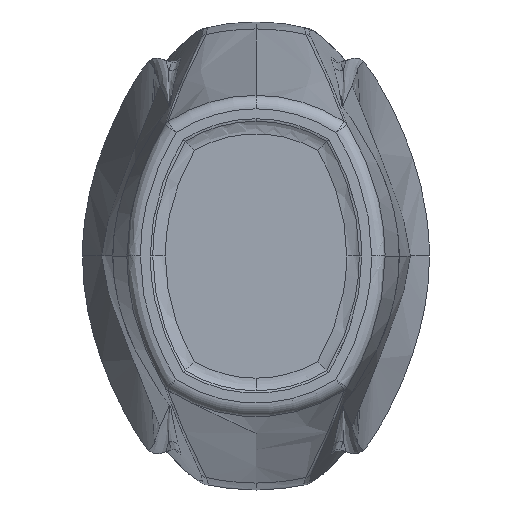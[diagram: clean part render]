
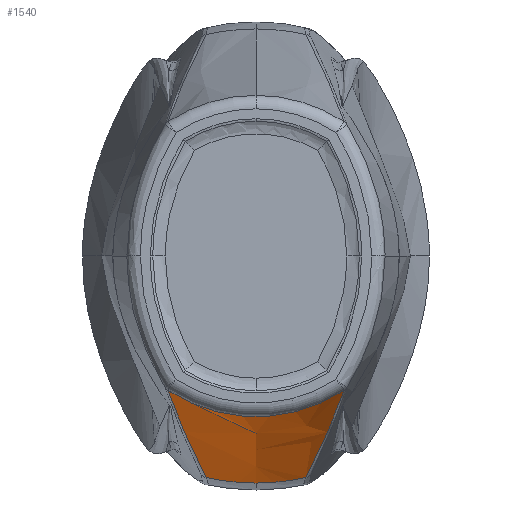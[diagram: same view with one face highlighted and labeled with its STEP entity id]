
A CAD part, front view. The second image highlights one B-rep face of the part: STEP entity #1540.
In plain terms, the highlighted conical face has half-angle 8.265 degrees and reference radius 35 mm.
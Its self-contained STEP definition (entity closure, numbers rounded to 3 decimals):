
#323 = VERTEX_POINT ( 'NONE', #902 ) ;
#640 = EDGE_CURVE ( 'NONE', #10935, #27889, #3589, .T. ) ;
#780 = ORIENTED_EDGE ( 'NONE', *, *, #11824, .F. ) ;
#902 = CARTESIAN_POINT ( 'NONE',  ( -19.402, 2.569, -29.577 ) ) ;
#1510 = EDGE_CURVE ( 'NONE', #27609, #10935, #19801, .T. ) ;
#1540 = ADVANCED_FACE ( 'NONE', ( #3574 ), #2662, .T. ) ;
#1592 = CARTESIAN_POINT ( 'NONE',  ( -15.974, 44.454, -38.276 ) ) ;
#1595 = CARTESIAN_POINT ( 'NONE',  ( 0., 0., 0. ) ) ;
#1730 = CARTESIAN_POINT ( 'NONE',  ( 13.844, 69.628, -42.951 ) ) ;
#2662 = CONICAL_SURFACE ( 'NONE', #7632, 35., 0.144 ) ;
#3387 = EDGE_CURVE ( 'NONE', #323, #27889, #23365, .T. ) ;
#3557 = ORIENTED_EDGE ( 'NONE', *, *, #26420, .T. ) ;
#3574 = FACE_OUTER_BOUND ( 'NONE', #19781, .T. ) ;
#3589 = B_SPLINE_CURVE_WITH_KNOTS ( 'NONE', 3,
 ( #5957, #27574, #18419, #27306, #9781, #1592, #27037, #7678, #22811, #14567, #23075, #27172 ),
 .UNSPECIFIED., .F., .F.,
 ( 4, 2, 2, 2, 2, 4 ),
 ( 0., 0.026, 0.051, 0.077, 0.09, 0.103 ),
 .UNSPECIFIED. ) ;
#4121 = CARTESIAN_POINT ( 'NONE',  ( 18.733, 10.993, -31.447 ) ) ;
#4457 = AXIS2_PLACEMENT_3D ( 'NONE', #24367, #4860, #9644 ) ;
#4801 = CIRCLE ( 'NONE', #20596, 35.373 ) ;
#4860 = DIRECTION ( 'NONE',  ( 0., 1., 0. ) ) ;
#4948 = CARTESIAN_POINT ( 'NONE',  ( -19.402, 2.569, -29.577 ) ) ;
#5606 = B_SPLINE_CURVE_WITH_KNOTS ( 'NONE', 3,
 ( #25607, #12724, #25888, #10608 ),
 .UNSPECIFIED., .F., .F.,
 ( 4, 4 ),
 ( 0., 0. ),
 .UNSPECIFIED. ) ;
#5957 = CARTESIAN_POINT ( 'NONE',  ( -10.993, 103.268, -48.777 ) ) ;
#5966 = CARTESIAN_POINT ( 'NONE',  ( 11.703, 94.85, -47.363 ) ) ;
#7381 = ORIENTED_EDGE ( 'NONE', *, *, #640, .F. ) ;
#7485 = CARTESIAN_POINT ( 'NONE',  ( -19.403, 2.657, -29.592 ) ) ;
#7632 = AXIS2_PLACEMENT_3D ( 'NONE', #1595, #16303, #10186 ) ;
#7678 = CARTESIAN_POINT ( 'NONE',  ( -17.711, 23.525, -34.098 ) ) ;
#8473 = ORIENTED_EDGE ( 'NONE', *, *, #25900, .T. ) ;
#8669 = CIRCLE ( 'NONE', #19504, 50. ) ;
#9644 = DIRECTION ( 'NONE',  ( 0., 0., 1. ) ) ;
#9781 = CARTESIAN_POINT ( 'NONE',  ( -14.556, 61.23, -41.428 ) ) ;
#9815 = DIRECTION ( 'NONE',  ( 0., 1., 0. ) ) ;
#9946 = CARTESIAN_POINT ( 'NONE',  ( -10.993, 103.268, -48.777 ) ) ;
#10186 = DIRECTION ( 'NONE',  ( 0., 0., 1. ) ) ;
#10608 = CARTESIAN_POINT ( 'NONE',  ( 19.402, 2.569, -29.577 ) ) ;
#10935 = VERTEX_POINT ( 'NONE', #9946 ) ;
#11121 = VERTEX_POINT ( 'NONE', #19671 ) ;
#11760 = CARTESIAN_POINT ( 'NONE',  ( 19.403, 2.657, -29.592 ) ) ;
#11824 = EDGE_CURVE ( 'NONE', #13803, #27609, #8669, .T. ) ;
#12724 = CARTESIAN_POINT ( 'NONE',  ( 19.405, 2.628, -29.585 ) ) ;
#12856 = CARTESIAN_POINT ( 'NONE',  ( 18.054, 19.344, -33.229 ) ) ;
#13410 = EDGE_CURVE ( 'NONE', #21918, #11121, #5606, .T. ) ;
#13686 = CARTESIAN_POINT ( 'NONE',  ( 10.993, 103.268, -48.777 ) ) ;
#13803 = VERTEX_POINT ( 'NONE', #13686 ) ;
#14440 = CARTESIAN_POINT ( 'NONE',  ( 17.711, 23.525, -34.098 ) ) ;
#14567 = CARTESIAN_POINT ( 'NONE',  ( -18.733, 10.993, -31.447 ) ) ;
#14575 = CARTESIAN_POINT ( 'NONE',  ( 19.068, 6.822, -30.535 ) ) ;
#15346 = CARTESIAN_POINT ( 'NONE',  ( 0., 2.569, 0. ) ) ;
#16109 = CARTESIAN_POINT ( 'NONE',  ( -19.405, 2.628, -29.585 ) ) ;
#16303 = DIRECTION ( 'NONE',  ( 0., 1., 0. ) ) ;
#16980 = CARTESIAN_POINT ( 'NONE',  ( 19.403, 2.657, -29.592 ) ) ;
#18031 = DIRECTION ( 'NONE',  ( 0., 0., 1. ) ) ;
#18419 = CARTESIAN_POINT ( 'NONE',  ( -12.418, 86.438, -45.919 ) ) ;
#19373 = CARTESIAN_POINT ( 'NONE',  ( 14.556, 61.23, -41.428 ) ) ;
#19504 = AXIS2_PLACEMENT_3D ( 'NONE', #24815, #9815, #18031 ) ;
#19671 = CARTESIAN_POINT ( 'NONE',  ( 19.402, 2.569, -29.577 ) ) ;
#19781 = EDGE_LOOP ( 'NONE', ( #3557, #22630, #8473, #26877, #7381, #23927, #780 ) ) ;
#19801 = CIRCLE ( 'NONE', #4457, 50. ) ;
#20015 = DIRECTION ( 'NONE',  ( 0., 1., 0. ) ) ;
#20596 = AXIS2_PLACEMENT_3D ( 'NONE', #15346, #20015, #26377 ) ;
#20960 = CARTESIAN_POINT ( 'NONE',  ( 10.993, 103.268, -48.777 ) ) ;
#21096 = CARTESIAN_POINT ( 'NONE',  ( 12.418, 86.438, -45.919 ) ) ;
#21234 = B_SPLINE_CURVE_WITH_KNOTS ( 'NONE', 3,
 ( #20960, #5966, #21096, #1730, #19373, #23215, #21367, #14440, #12856, #4121, #14575, #16980 ),
 .UNSPECIFIED., .F., .F.,
 ( 4, 2, 2, 2, 2, 4 ),
 ( 0., 0.026, 0.051, 0.077, 0.09, 0.103 ),
 .UNSPECIFIED. ) ;
#21367 = CARTESIAN_POINT ( 'NONE',  ( 16.675, 36.075, -36.648 ) ) ;
#21918 = VERTEX_POINT ( 'NONE', #11760 ) ;
#22630 = ORIENTED_EDGE ( 'NONE', *, *, #13410, .T. ) ;
#22811 = CARTESIAN_POINT ( 'NONE',  ( -18.054, 19.344, -33.229 ) ) ;
#23075 = CARTESIAN_POINT ( 'NONE',  ( -19.068, 6.822, -30.535 ) ) ;
#23215 = CARTESIAN_POINT ( 'NONE',  ( 15.974, 44.454, -38.276 ) ) ;
#23365 = B_SPLINE_CURVE_WITH_KNOTS ( 'NONE', 3,
 ( #4948, #26566, #16109, #7485 ),
 .UNSPECIFIED., .F., .F.,
 ( 4, 4 ),
 ( 0., 0. ),
 .UNSPECIFIED. ) ;
#23927 = ORIENTED_EDGE ( 'NONE', *, *, #1510, .F. ) ;
#24367 = CARTESIAN_POINT ( 'NONE',  ( 0., 103.268, 0. ) ) ;
#24815 = CARTESIAN_POINT ( 'NONE',  ( 0., 103.268, 0. ) ) ;
#25607 = CARTESIAN_POINT ( 'NONE',  ( 19.403, 2.657, -29.592 ) ) ;
#25642 = CARTESIAN_POINT ( 'NONE',  ( -19.403, 2.657, -29.592 ) ) ;
#25888 = CARTESIAN_POINT ( 'NONE',  ( 19.405, 2.598, -29.58 ) ) ;
#25900 = EDGE_CURVE ( 'NONE', #11121, #323, #4801, .T. ) ;
#26275 = CARTESIAN_POINT ( 'NONE',  ( 0., 103.268, -50. ) ) ;
#26377 = DIRECTION ( 'NONE',  ( 0., 0., -1. ) ) ;
#26420 = EDGE_CURVE ( 'NONE', #13803, #21918, #21234, .T. ) ;
#26566 = CARTESIAN_POINT ( 'NONE',  ( -19.405, 2.598, -29.58 ) ) ;
#26877 = ORIENTED_EDGE ( 'NONE', *, *, #3387, .T. ) ;
#27037 = CARTESIAN_POINT ( 'NONE',  ( -16.675, 36.075, -36.648 ) ) ;
#27172 = CARTESIAN_POINT ( 'NONE',  ( -19.403, 2.657, -29.592 ) ) ;
#27306 = CARTESIAN_POINT ( 'NONE',  ( -13.844, 69.628, -42.951 ) ) ;
#27574 = CARTESIAN_POINT ( 'NONE',  ( -11.703, 94.85, -47.363 ) ) ;
#27609 = VERTEX_POINT ( 'NONE', #26275 ) ;
#27889 = VERTEX_POINT ( 'NONE', #25642 ) ;
